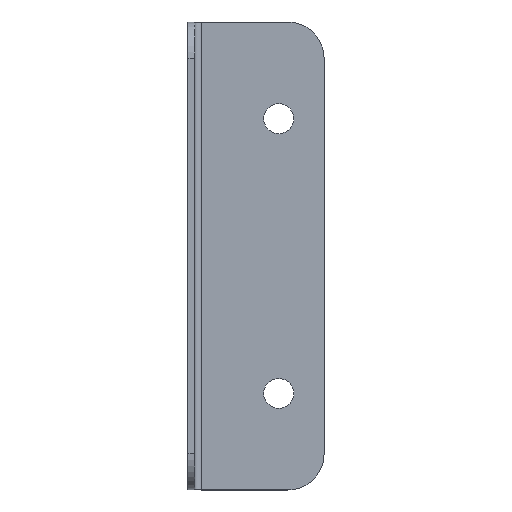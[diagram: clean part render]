
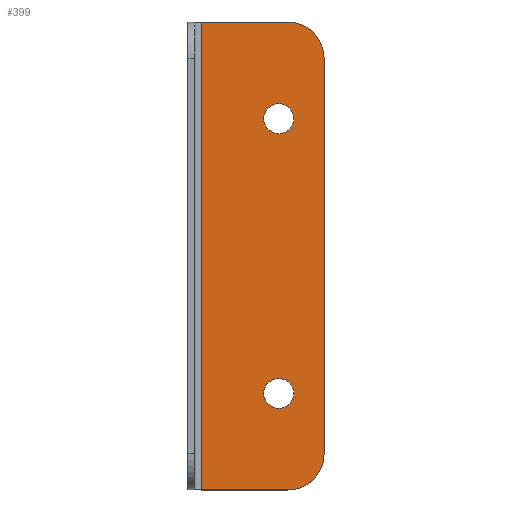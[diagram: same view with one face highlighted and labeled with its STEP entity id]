
A CAD part, top view. The second image highlights one B-rep face of the part: STEP entity #399.
In plain terms, the highlighted planar face has unit normal (0, 0, 1).
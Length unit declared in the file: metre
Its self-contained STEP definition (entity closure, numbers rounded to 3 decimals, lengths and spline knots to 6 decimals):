
#43=CIRCLE('',#445,0.0033);
#45=CIRCLE('',#448,0.0033);
#48=CIRCLE('',#453,0.008);
#49=CIRCLE('',#454,0.008);
#122=ORIENTED_EDGE('',*,*,#191,.T.);
#123=ORIENTED_EDGE('',*,*,#193,.T.);
#124=ORIENTED_EDGE('',*,*,#184,.F.);
#125=ORIENTED_EDGE('',*,*,#197,.T.);
#126=ORIENTED_EDGE('',*,*,#178,.F.);
#127=ORIENTED_EDGE('',*,*,#198,.T.);
#128=ORIENTED_EDGE('',*,*,#188,.T.);
#129=ORIENTED_EDGE('',*,*,#199,.T.);
#178=EDGE_CURVE('',#222,#223,#252,.F.);
#184=EDGE_CURVE('',#228,#229,#258,.F.);
#188=EDGE_CURVE('',#233,#232,#262,.F.);
#191=EDGE_CURVE('',#235,#235,#43,.T.);
#193=EDGE_CURVE('',#237,#237,#45,.T.);
#197=EDGE_CURVE('',#228,#223,#48,.F.);
#198=EDGE_CURVE('',#222,#233,#265,.F.);
#199=EDGE_CURVE('',#232,#229,#49,.F.);
#222=VERTEX_POINT('',#643);
#223=VERTEX_POINT('',#644);
#228=VERTEX_POINT('',#655);
#229=VERTEX_POINT('',#657);
#232=VERTEX_POINT('',#664);
#233=VERTEX_POINT('',#666);
#235=VERTEX_POINT('',#672);
#237=VERTEX_POINT('',#677);
#252=LINE('',#642,#280);
#258=LINE('',#656,#286);
#262=LINE('',#665,#290);
#265=LINE('',#684,#293);
#280=VECTOR('',#525,1.);
#286=VECTOR('',#533,1.);
#290=VECTOR('',#539,1.);
#293=VECTOR('',#564,1.);
#323=EDGE_LOOP('',(#122));
#324=EDGE_LOOP('',(#123));
#325=EDGE_LOOP('',(#124,#125,#126,#127,#128,#129));
#361=FACE_BOUND('',#323,.T.);
#362=FACE_BOUND('',#324,.T.);
#363=FACE_BOUND('',#325,.T.);
#379=PLANE('',#452);
#399=ADVANCED_FACE('',(#361,#362,#363),#379,.F.);
#445=AXIS2_PLACEMENT_3D('',#671,#545,#546);
#448=AXIS2_PLACEMENT_3D('',#676,#551,#552);
#452=AXIS2_PLACEMENT_3D('',#682,#560,#561);
#453=AXIS2_PLACEMENT_3D('',#683,#562,#563);
#454=AXIS2_PLACEMENT_3D('',#685,#565,#566);
#525=DIRECTION('',(-1.,0.,0.));
#533=DIRECTION('',(0.,1.,0.));
#539=DIRECTION('',(-1.,0.,0.));
#545=DIRECTION('',(0.,0.,-1.));
#546=DIRECTION('',(-1.,0.,0.));
#551=DIRECTION('',(0.,0.,-1.));
#552=DIRECTION('',(-1.,0.,0.));
#560=DIRECTION('',(0.,0.,-1.));
#561=DIRECTION('',(-1.,0.,0.));
#562=DIRECTION('',(0.,0.,-1.));
#563=DIRECTION('',(-1.,0.,0.));
#564=DIRECTION('',(0.,1.,0.));
#565=DIRECTION('',(0.,0.,-1.));
#566=DIRECTION('',(-1.,0.,0.));
#642=CARTESIAN_POINT('',(0.068628,0.,0.0015));
#643=CARTESIAN_POINT('',(0.003,0.,0.0015));
#644=CARTESIAN_POINT('',(0.022,0.,0.0015));
#655=CARTESIAN_POINT('',(0.03,-0.008,0.0015));
#656=CARTESIAN_POINT('',(0.03,0.,0.0015));
#657=CARTESIAN_POINT('',(0.03,-0.095,0.0015));
#664=CARTESIAN_POINT('',(0.022,-0.103,0.0015));
#665=CARTESIAN_POINT('',(0.068628,-0.103,0.0015));
#666=CARTESIAN_POINT('',(0.003,-0.103,0.0015));
#671=CARTESIAN_POINT('',(0.02,-0.08175,0.0015));
#672=CARTESIAN_POINT('',(0.0167,-0.08175,0.0015));
#676=CARTESIAN_POINT('',(0.02,-0.02125,0.0015));
#677=CARTESIAN_POINT('',(0.0167,-0.02125,0.0015));
#682=CARTESIAN_POINT('',(0.068628,0.,0.0015));
#683=CARTESIAN_POINT('',(0.022,-0.008,0.0015));
#684=CARTESIAN_POINT('',(0.003,0.,0.0015));
#685=CARTESIAN_POINT('',(0.022,-0.095,0.0015));
